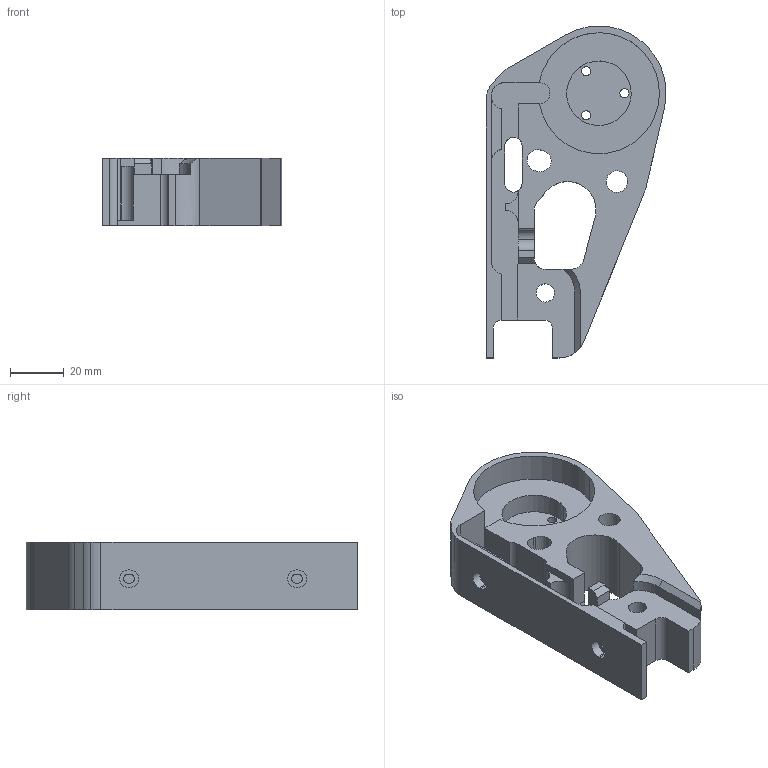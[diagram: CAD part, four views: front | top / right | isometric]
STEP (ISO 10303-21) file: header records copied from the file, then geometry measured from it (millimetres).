
FILE_DESCRIPTION (( 'STEP AP203' ), '1' );
FILE_NAME ('Poussoir Non débrayable V3-02.STEP', '2020-04-20T04:10:23', ( '' ), ( '' ), 'SwSTEP 2.0', 'SolidWorks 2017', '' );
FILE_SCHEMA (( 'CONFIG_CONTROL_DESIGN' ));
Length unit declared in the file: millimetre
Products named in the file (1): Poussoir Non débrayable V3-02
Bounding box: 66.95 x 123.46 x 25 mm (x, y, z)
Volume: 87959.2 mm3; surface area: 29966.5 mm2
Topology: 1 solids, 1 shells, 121 faces, 342 edges, 227 vertices
Faces by surface type: cylinder 65, plane 55, cone 1
Entity records: 4087 total; most frequent: DIRECTION 715, CARTESIAN_POINT 709, ORIENTED_EDGE 684, EDGE_CURVE 342, AXIS2_PLACEMENT_3D 257, VERTEX_POINT 227, LINE 201, VECTOR 201
